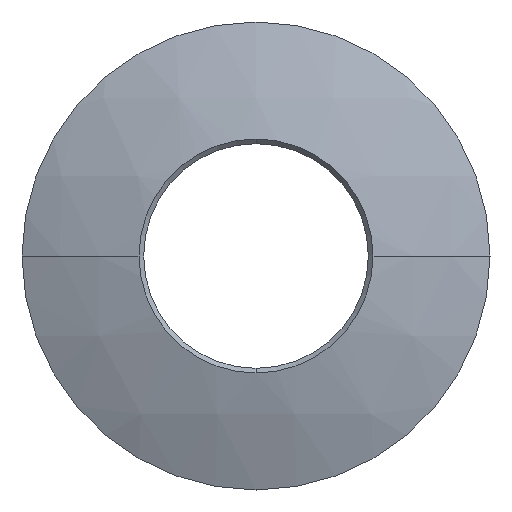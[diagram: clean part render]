
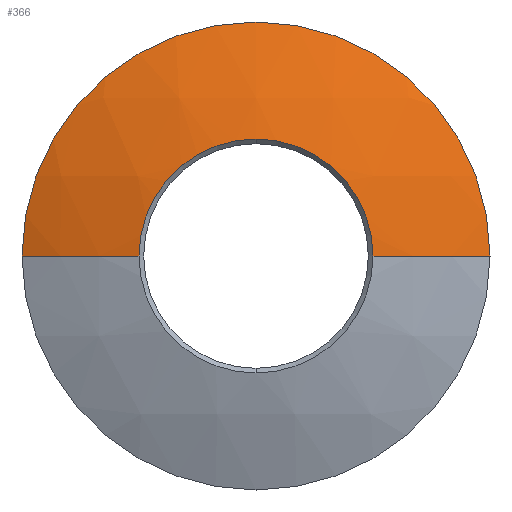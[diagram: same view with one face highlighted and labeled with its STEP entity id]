
A CAD part, front view. The second image highlights one B-rep face of the part: STEP entity #366.
In plain terms, the highlighted spherical face has radius 32 mm.
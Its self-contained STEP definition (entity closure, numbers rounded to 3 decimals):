
#62 = VERTEX_POINT ( 'NONE', #306 ) ;
#131 = VERTEX_POINT ( 'NONE', #684 ) ;
#276 = DIRECTION ( 'NONE',  ( 0., -1., 0. ) ) ;
#281 = AXIS2_PLACEMENT_3D ( 'NONE', #285, #276, #286 ) ;
#283 = CIRCLE ( 'NONE', #281, 12.5 ) ;
#285 = CARTESIAN_POINT ( 'NONE',  ( 0., 1.926, 0. ) ) ;
#286 = DIRECTION ( 'NONE',  ( 0., 0., -1. ) ) ;
#306 = CARTESIAN_POINT ( 'NONE',  ( 0., 0., 6.25 ) ) ;
#353 = ORIENTED_EDGE ( 'NONE', *, *, #365, .T. ) ;
#355 = EDGE_CURVE ( 'NONE', #62, #131, #708, .T. ) ;
#359 = EDGE_CURVE ( 'NONE', #375, #478, #804, .T. ) ;
#360 = ORIENTED_EDGE ( 'NONE', *, *, #364, .F. ) ;
#362 = EDGE_CURVE ( 'NONE', #367, #62, #803, .T. ) ;
#363 = ORIENTED_EDGE ( 'NONE', *, *, #362, .F. ) ;
#364 = EDGE_CURVE ( 'NONE', #378, #367, #791, .T. ) ;
#365 = EDGE_CURVE ( 'NONE', #478, #131, #780, .T. ) ;
#366 = ADVANCED_FACE ( 'NONE', ( #777 ), #790, .T. ) ;
#367 = VERTEX_POINT ( 'NONE', #773 ) ;
#370 = EDGE_LOOP ( 'NONE', ( #477, #400, #353, #479, #363, #360 ) ) ;
#375 = VERTEX_POINT ( 'NONE', #607 ) ;
#377 = EDGE_CURVE ( 'NONE', #378, #375, #283, .T. ) ;
#378 = VERTEX_POINT ( 'NONE', #951 ) ;
#400 = ORIENTED_EDGE ( 'NONE', *, *, #359, .T. ) ;
#477 = ORIENTED_EDGE ( 'NONE', *, *, #377, .T. ) ;
#478 = VERTEX_POINT ( 'NONE', #959 ) ;
#479 = ORIENTED_EDGE ( 'NONE', *, *, #355, .F. ) ;
#607 = CARTESIAN_POINT ( 'NONE',  ( 0., 1.926, 12.5 ) ) ;
#684 = CARTESIAN_POINT ( 'NONE',  ( -6.25, 0., 0. ) ) ;
#708 = CIRCLE ( 'NONE', #715, 6.25 ) ;
#709 = CARTESIAN_POINT ( 'NONE',  ( 0., 1.926, 0. ) ) ;
#714 = AXIS2_PLACEMENT_3D ( 'NONE', #709, #794, #793 ) ;
#715 = AXIS2_PLACEMENT_3D ( 'NONE', #808, #807, #806 ) ;
#732 = AXIS2_PLACEMENT_3D ( 'NONE', #789, #788, #787 ) ;
#773 = CARTESIAN_POINT ( 'NONE',  ( 6.25, 0., 0. ) ) ;
#774 = DIRECTION ( 'NONE',  ( 1., 0., 0. ) ) ;
#775 = DIRECTION ( 'NONE',  ( 0., 0., 1. ) ) ;
#776 = CARTESIAN_POINT ( 'NONE',  ( 0., 31.384, 0. ) ) ;
#777 = FACE_OUTER_BOUND ( 'NONE', #370, .T. ) ;
#778 = DIRECTION ( 'NONE',  ( 1., 0., 0. ) ) ;
#779 = DIRECTION ( 'NONE',  ( 0., 0., 1. ) ) ;
#780 = CIRCLE ( 'NONE', #795, 32. ) ;
#782 = DIRECTION ( 'NONE',  ( -1., 0., 0. ) ) ;
#783 = DIRECTION ( 'NONE',  ( 0., 0., -1. ) ) ;
#784 = CARTESIAN_POINT ( 'NONE',  ( 0., 31.384, 0. ) ) ;
#785 = AXIS2_PLACEMENT_3D ( 'NONE', #784, #783, #782 ) ;
#786 = AXIS2_PLACEMENT_3D ( 'NONE', #776, #775, #774 ) ;
#787 = DIRECTION ( 'NONE',  ( 0., 0., -1. ) ) ;
#788 = DIRECTION ( 'NONE',  ( 0., -1., 0. ) ) ;
#789 = CARTESIAN_POINT ( 'NONE',  ( 0., 0., 0. ) ) ;
#790 = SPHERICAL_SURFACE ( 'NONE', #786, 32. ) ;
#791 = CIRCLE ( 'NONE', #785, 32. ) ;
#792 = CARTESIAN_POINT ( 'NONE',  ( 0., 31.384, 0. ) ) ;
#793 = DIRECTION ( 'NONE',  ( 0., 0., -1. ) ) ;
#794 = DIRECTION ( 'NONE',  ( 0., -1., 0. ) ) ;
#795 = AXIS2_PLACEMENT_3D ( 'NONE', #792, #779, #778 ) ;
#803 = CIRCLE ( 'NONE', #732, 6.25 ) ;
#804 = CIRCLE ( 'NONE', #714, 12.5 ) ;
#806 = DIRECTION ( 'NONE',  ( 0., 0., -1. ) ) ;
#807 = DIRECTION ( 'NONE',  ( 0., -1., 0. ) ) ;
#808 = CARTESIAN_POINT ( 'NONE',  ( 0., 0., 0. ) ) ;
#951 = CARTESIAN_POINT ( 'NONE',  ( 12.5, 1.926, 0. ) ) ;
#959 = CARTESIAN_POINT ( 'NONE',  ( -12.5, 1.926, 0. ) ) ;
